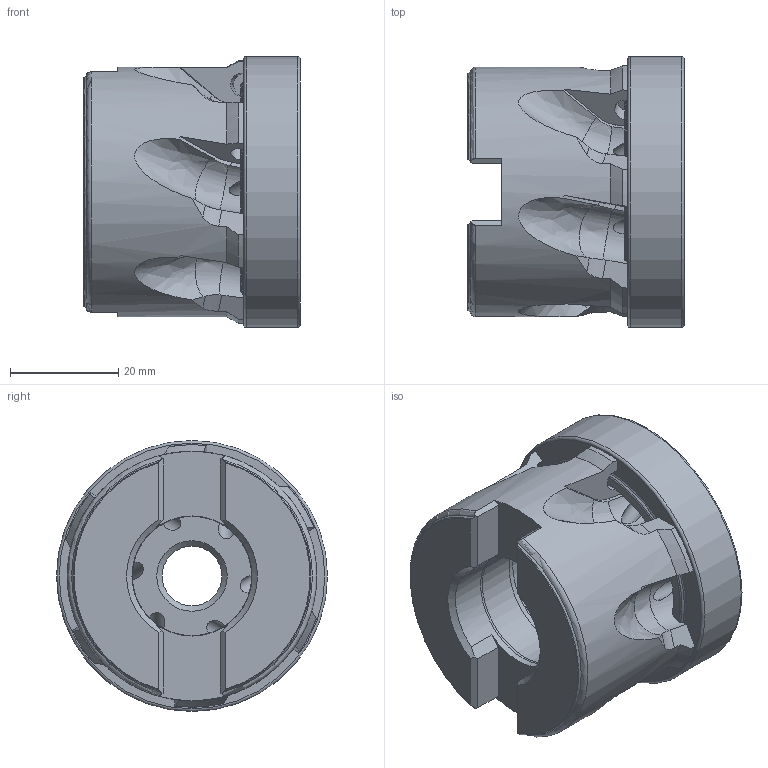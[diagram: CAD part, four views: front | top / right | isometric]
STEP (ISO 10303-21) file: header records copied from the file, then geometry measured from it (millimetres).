
FILE_DESCRIPTION (( 'STEP AP214' ), '1' );
FILE_NAME ('90PP-050-10-6.STEP', '2014-11-18T10:07:41', ( '' ), ( '' ), 'SwSTEP 2.0', 'SolidWorks 2014', '' );
FILE_SCHEMA (( 'AUTOMOTIVE_DESIGN' ));
Length unit declared in the file: millimetre
Products named in the file (1): 90PP-050-10-6
Bounding box: 39.99 x 49.97 x 49.97 mm (x, y, z)
Volume: 48074.4 mm3; surface area: 14266.6 mm2
Topology: 1 solids, 1 shells, 260 faces, 807 edges, 534 vertices
Faces by surface type: plane 109, cylinder 61, cone 47, torus 31, bspline 12
Full cylindrical faces by diameter (mm): 3 x6, 11 x1, 16.5 x1, 22 x1, 22.15 x1, 22.3 x1, 46 x1, 49.974 x1
Entity records: 11049 total; most frequent: CARTESIAN_POINT 4007, ORIENTED_EDGE 1548, DIRECTION 1042, EDGE_CURVE 774, VERTEX_POINT 524, AXIS2_PLACEMENT_3D 421, EDGE_LOOP 294, B_SPLINE_CURVE_WITH_KNOTS 290
